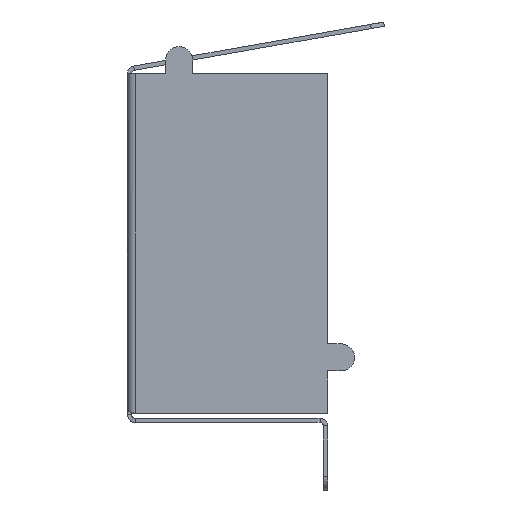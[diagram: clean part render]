
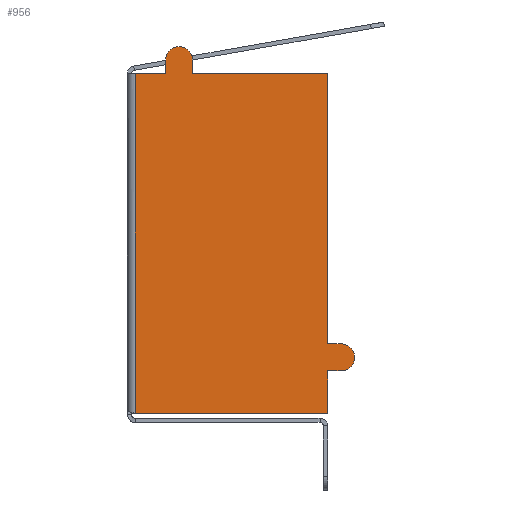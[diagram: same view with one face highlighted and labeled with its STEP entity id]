
A CAD part, left-side view. The second image highlights one B-rep face of the part: STEP entity #956.
In plain terms, the highlighted planar face has unit normal (-1, 0, 0).
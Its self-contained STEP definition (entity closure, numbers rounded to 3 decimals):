
#27 = ORIENTED_EDGE ( 'NONE', *, *, #623, .T. ) ;
#94 = CARTESIAN_POINT ( 'NONE',  ( -89.63, -30., -18. ) ) ;
#141 = EDGE_LOOP ( 'NONE', ( #718, #436, #530, #3134, #1216, #3066, #462, #2921, #986, #1977, #27, #577, #2256, #1032 ) ) ;
#142 = LINE ( 'NONE', #1677, #800 ) ;
#212 = AXIS2_PLACEMENT_3D ( 'NONE', #1113, #338, #1328 ) ;
#243 = VECTOR ( 'NONE', #2988, 1000. ) ;
#276 = EDGE_CURVE ( 'NONE', #1204, #1069, #1569, .T. ) ;
#330 = LINE ( 'NONE', #94, #1655 ) ;
#338 = DIRECTION ( 'NONE',  ( -1., 0., 0. ) ) ;
#360 = VERTEX_POINT ( 'NONE', #1159 ) ;
#362 = VECTOR ( 'NONE', #1379, 1000. ) ;
#383 = AXIS2_PLACEMENT_3D ( 'NONE', #946, #2652, #1195 ) ;
#393 = VERTEX_POINT ( 'NONE', #2396 ) ;
#421 = DIRECTION ( 'NONE',  ( 0., 0., 1. ) ) ;
#436 = ORIENTED_EDGE ( 'NONE', *, *, #3032, .T. ) ;
#462 = ORIENTED_EDGE ( 'NONE', *, *, #2049, .F. ) ;
#463 = VECTOR ( 'NONE', #2163, 1000. ) ;
#480 = VECTOR ( 'NONE', #2690, 1000. ) ;
#499 = VERTEX_POINT ( 'NONE', #2796 ) ;
#530 = ORIENTED_EDGE ( 'NONE', *, *, #2978, .T. ) ;
#539 = FACE_OUTER_BOUND ( 'NONE', #141, .T. ) ;
#554 = VECTOR ( 'NONE', #1211, 1000. ) ;
#577 = ORIENTED_EDGE ( 'NONE', *, *, #978, .F. ) ;
#599 = CARTESIAN_POINT ( 'NONE',  ( -89.63, -8., 30. ) ) ;
#601 = EDGE_CURVE ( 'NONE', #3020, #1110, #909, .T. ) ;
#617 = CARTESIAN_POINT ( 'NONE',  ( -89.63, -30., 26. ) ) ;
#623 = EDGE_CURVE ( 'NONE', #3106, #499, #1490, .T. ) ;
#674 = VERTEX_POINT ( 'NONE', #1099 ) ;
#714 = CIRCLE ( 'NONE', #1070, 2. ) ;
#718 = ORIENTED_EDGE ( 'NONE', *, *, #2390, .F. ) ;
#734 = CARTESIAN_POINT ( 'NONE',  ( -89.63, -1.5, 26. ) ) ;
#800 = VECTOR ( 'NONE', #421, 1000. ) ;
#849 = DIRECTION ( 'NONE',  ( 0., 1., 0. ) ) ;
#891 = CARTESIAN_POINT ( 'NONE',  ( -89.63, -10., 26. ) ) ;
#909 = LINE ( 'NONE', #1063, #243 ) ;
#946 = CARTESIAN_POINT ( 'NONE',  ( -89.63, -8., 28. ) ) ;
#956 = ADVANCED_FACE ( 'NONE', ( #539 ), #1541, .T. ) ;
#969 = EDGE_CURVE ( 'NONE', #3020, #2440, #3067, .T. ) ;
#977 = DIRECTION ( 'NONE',  ( -1., 0., 0. ) ) ;
#978 = EDGE_CURVE ( 'NONE', #1204, #499, #1137, .T. ) ;
#986 = ORIENTED_EDGE ( 'NONE', *, *, #1665, .F. ) ;
#993 = VERTEX_POINT ( 'NONE', #2192 ) ;
#1032 = ORIENTED_EDGE ( 'NONE', *, *, #1395, .T. ) ;
#1063 = CARTESIAN_POINT ( 'NONE',  ( -89.63, -30., 26. ) ) ;
#1065 = AXIS2_PLACEMENT_3D ( 'NONE', #1709, #1728, #1745 ) ;
#1069 = VERTEX_POINT ( 'NONE', #2975 ) ;
#1070 = AXIS2_PLACEMENT_3D ( 'NONE', #2455, #977, #2686 ) ;
#1099 = CARTESIAN_POINT ( 'NONE',  ( -89.63, -10., 28. ) ) ;
#1110 = VERTEX_POINT ( 'NONE', #734 ) ;
#1113 = CARTESIAN_POINT ( 'NONE',  ( -89.63, -32., -16. ) ) ;
#1129 = CARTESIAN_POINT ( 'NONE',  ( -89.63, -10., 26. ) ) ;
#1137 = LINE ( 'NONE', #2145, #463 ) ;
#1159 = CARTESIAN_POINT ( 'NONE',  ( -89.63, -32., -18. ) ) ;
#1195 = DIRECTION ( 'NONE',  ( 0., 0., 1. ) ) ;
#1204 = VERTEX_POINT ( 'NONE', #1932 ) ;
#1211 = DIRECTION ( 'NONE',  ( 0., 0., 1. ) ) ;
#1216 = ORIENTED_EDGE ( 'NONE', *, *, #601, .T. ) ;
#1231 = LINE ( 'NONE', #2902, #554 ) ;
#1288 = DIRECTION ( 'NONE',  ( 0., 0., 1. ) ) ;
#1328 = DIRECTION ( 'NONE',  ( 0., 0., 1. ) ) ;
#1362 = VERTEX_POINT ( 'NONE', #599 ) ;
#1379 = DIRECTION ( 'NONE',  ( 0., 0., -1. ) ) ;
#1395 = EDGE_CURVE ( 'NONE', #1069, #1411, #2350, .T. ) ;
#1411 = VERTEX_POINT ( 'NONE', #891 ) ;
#1490 = CIRCLE ( 'NONE', #2813, 2. ) ;
#1537 = CARTESIAN_POINT ( 'NONE',  ( -89.63, -32., -16. ) ) ;
#1541 = PLANE ( 'NONE',  #1065 ) ;
#1569 = LINE ( 'NONE', #3043, #2062 ) ;
#1655 = VECTOR ( 'NONE', #2811, 1000. ) ;
#1665 = EDGE_CURVE ( 'NONE', #360, #393, #330, .T. ) ;
#1675 = EDGE_CURVE ( 'NONE', #360, #3106, #2932, .T. ) ;
#1677 = CARTESIAN_POINT ( 'NONE',  ( -89.63, -1.5, 26. ) ) ;
#1695 = LINE ( 'NONE', #1129, #362 ) ;
#1702 = VECTOR ( 'NONE', #849, 1000. ) ;
#1709 = CARTESIAN_POINT ( 'NONE',  ( -89.63, -30., 26. ) ) ;
#1728 = DIRECTION ( 'NONE',  ( -1., 0., 0. ) ) ;
#1733 = CARTESIAN_POINT ( 'NONE',  ( -89.63, -30., -24.299 ) ) ;
#1739 = CARTESIAN_POINT ( 'NONE',  ( -89.63, -34., -16. ) ) ;
#1745 = DIRECTION ( 'NONE',  ( 0., 0., 1. ) ) ;
#1774 = CARTESIAN_POINT ( 'NONE',  ( -89.63, -6., 26. ) ) ;
#1806 = DIRECTION ( 'NONE',  ( 0., 0., 1. ) ) ;
#1817 = LINE ( 'NONE', #1733, #480 ) ;
#1870 = VECTOR ( 'NONE', #1945, 1000. ) ;
#1932 = CARTESIAN_POINT ( 'NONE',  ( -89.63, -30., -14. ) ) ;
#1945 = DIRECTION ( 'NONE',  ( 0., 0., 1. ) ) ;
#1950 = EDGE_CURVE ( 'NONE', #2677, #1110, #142, .T. ) ;
#1977 = ORIENTED_EDGE ( 'NONE', *, *, #1675, .T. ) ;
#2006 = EDGE_CURVE ( 'NONE', #993, #393, #1231, .T. ) ;
#2049 = EDGE_CURVE ( 'NONE', #993, #2677, #1817, .T. ) ;
#2062 = VECTOR ( 'NONE', #1806, 1000. ) ;
#2122 = CARTESIAN_POINT ( 'NONE',  ( -89.63, -1.5, -24.299 ) ) ;
#2145 = CARTESIAN_POINT ( 'NONE',  ( -89.63, -30., -14. ) ) ;
#2163 = DIRECTION ( 'NONE',  ( 0., -1., 0. ) ) ;
#2192 = CARTESIAN_POINT ( 'NONE',  ( -89.63, -30., -24.299 ) ) ;
#2256 = ORIENTED_EDGE ( 'NONE', *, *, #276, .T. ) ;
#2350 = LINE ( 'NONE', #617, #1702 ) ;
#2390 = EDGE_CURVE ( 'NONE', #674, #1411, #1695, .T. ) ;
#2396 = CARTESIAN_POINT ( 'NONE',  ( -89.63, -30., -18. ) ) ;
#2440 = VERTEX_POINT ( 'NONE', #2887 ) ;
#2455 = CARTESIAN_POINT ( 'NONE',  ( -89.63, -8., 28. ) ) ;
#2652 = DIRECTION ( 'NONE',  ( -1., 0., 0. ) ) ;
#2677 = VERTEX_POINT ( 'NONE', #2122 ) ;
#2679 = CARTESIAN_POINT ( 'NONE',  ( -89.63, -6., 26. ) ) ;
#2686 = DIRECTION ( 'NONE',  ( 0., 0., 1. ) ) ;
#2690 = DIRECTION ( 'NONE',  ( 0., 1., 0. ) ) ;
#2748 = CIRCLE ( 'NONE', #383, 2. ) ;
#2796 = CARTESIAN_POINT ( 'NONE',  ( -89.63, -32., -14. ) ) ;
#2811 = DIRECTION ( 'NONE',  ( 0., 1., 0. ) ) ;
#2813 = AXIS2_PLACEMENT_3D ( 'NONE', #1537, #2981, #1288 ) ;
#2887 = CARTESIAN_POINT ( 'NONE',  ( -89.63, -6., 28. ) ) ;
#2902 = CARTESIAN_POINT ( 'NONE',  ( -89.63, -30., 26. ) ) ;
#2921 = ORIENTED_EDGE ( 'NONE', *, *, #2006, .T. ) ;
#2932 = CIRCLE ( 'NONE', #212, 2. ) ;
#2975 = CARTESIAN_POINT ( 'NONE',  ( -89.63, -30., 26. ) ) ;
#2978 = EDGE_CURVE ( 'NONE', #1362, #2440, #2748, .T. ) ;
#2981 = DIRECTION ( 'NONE',  ( -1., 0., 0. ) ) ;
#2988 = DIRECTION ( 'NONE',  ( 0., 1., 0. ) ) ;
#3020 = VERTEX_POINT ( 'NONE', #2679 ) ;
#3032 = EDGE_CURVE ( 'NONE', #674, #1362, #714, .T. ) ;
#3043 = CARTESIAN_POINT ( 'NONE',  ( -89.63, -30., 26. ) ) ;
#3066 = ORIENTED_EDGE ( 'NONE', *, *, #1950, .F. ) ;
#3067 = LINE ( 'NONE', #1774, #1870 ) ;
#3106 = VERTEX_POINT ( 'NONE', #1739 ) ;
#3134 = ORIENTED_EDGE ( 'NONE', *, *, #969, .F. ) ;
